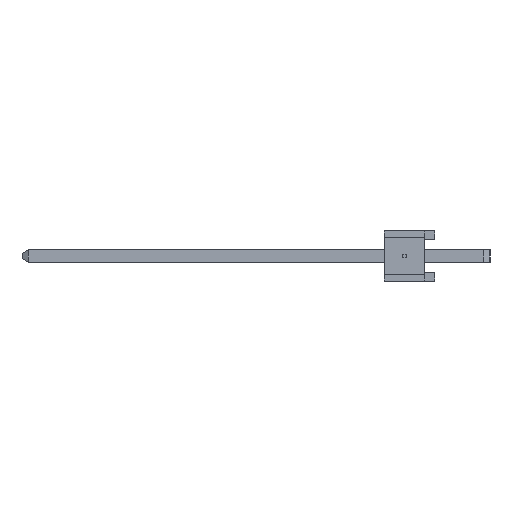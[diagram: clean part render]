
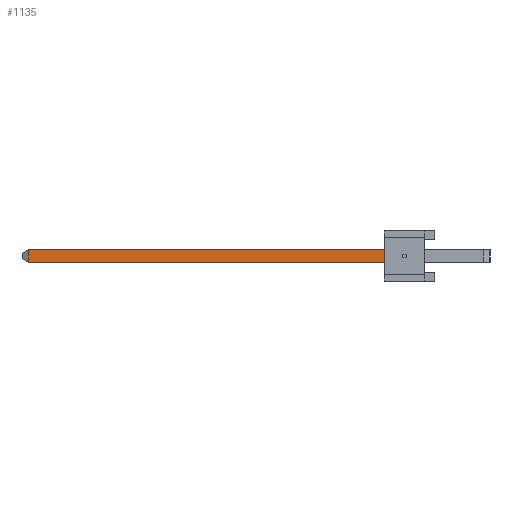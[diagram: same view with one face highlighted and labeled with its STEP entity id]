
A CAD part, left-side view. The second image highlights one B-rep face of the part: STEP entity #1135.
In plain terms, the highlighted planar face has unit normal (-1, 0, 0).
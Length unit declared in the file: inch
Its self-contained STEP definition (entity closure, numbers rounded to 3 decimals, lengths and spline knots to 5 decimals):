
#1135 = ADVANCED_FACE( '', ( #2921 ), #2922, .F. );
#2921 = FACE_OUTER_BOUND( '', #5421, .T. );
#2922 = PLANE( '', #5422 );
#5421 = EDGE_LOOP( '', ( #8705, #8706, #8707, #8708 ) );
#5422 = AXIS2_PLACEMENT_3D( '', #8709, #8710, #8711 );
#8705 = ORIENTED_EDGE( '', *, *, #15617, .T. );
#8706 = ORIENTED_EDGE( '', *, *, #15585, .T. );
#8707 = ORIENTED_EDGE( '', *, *, #15618, .F. );
#8708 = ORIENTED_EDGE( '', *, *, #15619, .F. );
#8709 = CARTESIAN_POINT( '', ( -0.7625, 0.93, 0.0125 ) );
#8710 = DIRECTION( '', ( 1., 0., 0. ) );
#8711 = DIRECTION( '', ( 0., 0., -1. ) );
#15585 = EDGE_CURVE( '', #18994, #18998, #19000, .T. );
#15617 = EDGE_CURVE( '', #19048, #18994, #19049, .T. );
#15618 = EDGE_CURVE( '', #19050, #18998, #19051, .T. );
#15619 = EDGE_CURVE( '', #19048, #19050, #19052, .T. );
#18994 = VERTEX_POINT( '', #23750 );
#18998 = VERTEX_POINT( '', #23756 );
#19000 = LINE( '', #23759, #23760 );
#19048 = VERTEX_POINT( '', #23831 );
#19049 = LINE( '', #23832, #23833 );
#19050 = VERTEX_POINT( '', #23834 );
#19051 = LINE( '', #23835, #23836 );
#19052 = LINE( '', #23837, #23838 );
#23750 = CARTESIAN_POINT( '', ( -0.7625, 0.918, -0.0125 ) );
#23756 = CARTESIAN_POINT( '', ( -0.7625, 0.165, -0.0125 ) );
#23759 = CARTESIAN_POINT( '', ( -0.7625, 0.93, -0.0125 ) );
#23760 = VECTOR( '', #28738, 39.37008 );
#23831 = CARTESIAN_POINT( '', ( -0.7625, 0.918, 0.0125 ) );
#23832 = CARTESIAN_POINT( '', ( -0.7625, 0.918, 0.1 ) );
#23833 = VECTOR( '', #28762, 39.37008 );
#23834 = CARTESIAN_POINT( '', ( -0.7625, 0.165, 0.0125 ) );
#23835 = CARTESIAN_POINT( '', ( -0.7625, 0.165, 0.0125 ) );
#23836 = VECTOR( '', #28763, 39.37008 );
#23837 = CARTESIAN_POINT( '', ( -0.7625, 0.93, 0.0125 ) );
#23838 = VECTOR( '', #28764, 39.37008 );
#28738 = DIRECTION( '', ( 0., -1., 0. ) );
#28762 = DIRECTION( '', ( 0., 0., -1. ) );
#28763 = DIRECTION( '', ( 0., 0., -1. ) );
#28764 = DIRECTION( '', ( 0., -1., 0. ) );
